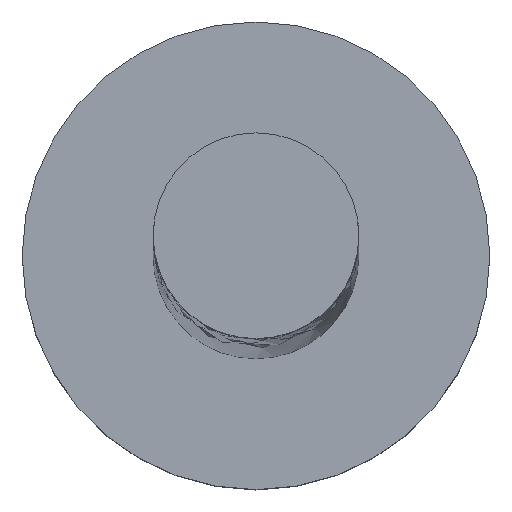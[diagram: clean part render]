
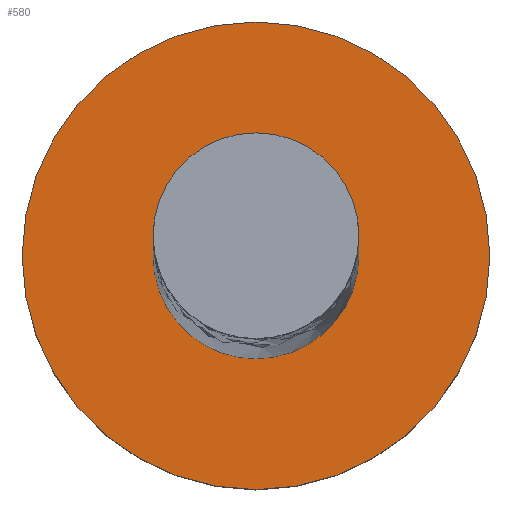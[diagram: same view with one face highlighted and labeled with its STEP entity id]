
A CAD part, top view. The second image highlights one B-rep face of the part: STEP entity #580.
In plain terms, the highlighted planar face has unit normal (0, 0, 1).
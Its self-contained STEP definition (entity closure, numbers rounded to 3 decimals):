
#29 = DIRECTION ( 'NONE',  ( 0., 0., 1. ) ) ;
#73 = ORIENTED_EDGE ( 'NONE', *, *, #1119, .T. ) ;
#154 = CARTESIAN_POINT ( 'NONE',  ( -1.1, 0., 2. ) ) ;
#186 = DIRECTION ( 'NONE',  ( 0., 0., 1. ) ) ;
#194 = FACE_OUTER_BOUND ( 'NONE', #1247, .T. ) ;
#211 = DIRECTION ( 'NONE',  ( 1., 0., 0. ) ) ;
#270 = DIRECTION ( 'NONE',  ( 1., 0., 0. ) ) ;
#281 = CARTESIAN_POINT ( 'NONE',  ( 2.5, 0., 2. ) ) ;
#364 = EDGE_LOOP ( 'NONE', ( #1083, #613 ) ) ;
#426 = DIRECTION ( 'NONE',  ( 1., 0., 0. ) ) ;
#446 = VERTEX_POINT ( 'NONE', #1441 ) ;
#481 = CIRCLE ( 'NONE', #992, 1.1 ) ;
#526 = VERTEX_POINT ( 'NONE', #547 ) ;
#547 = CARTESIAN_POINT ( 'NONE',  ( 1.1, 0., 2. ) ) ;
#558 = CIRCLE ( 'NONE', #719, 2.5 ) ;
#580 = ADVANCED_FACE ( 'NONE', ( #1209, #194 ), #1084, .T. ) ;
#612 = DIRECTION ( 'NONE',  ( 1., 0., 0. ) ) ;
#613 = ORIENTED_EDGE ( 'NONE', *, *, #1176, .F. ) ;
#634 = CARTESIAN_POINT ( 'NONE',  ( 0., 0., 2. ) ) ;
#653 = CARTESIAN_POINT ( 'NONE',  ( 0., 0., 2. ) ) ;
#657 = CIRCLE ( 'NONE', #765, 2.5 ) ;
#689 = AXIS2_PLACEMENT_3D ( 'NONE', #634, #1073, #612 ) ;
#719 = AXIS2_PLACEMENT_3D ( 'NONE', #811, #934, #270 ) ;
#733 = EDGE_CURVE ( 'NONE', #948, #526, #1011, .T. ) ;
#765 = AXIS2_PLACEMENT_3D ( 'NONE', #808, #29, #1261 ) ;
#808 = CARTESIAN_POINT ( 'NONE',  ( 0., 0., 2. ) ) ;
#811 = CARTESIAN_POINT ( 'NONE',  ( 0., 0., 2. ) ) ;
#828 = CARTESIAN_POINT ( 'NONE',  ( 0., 0., 2. ) ) ;
#934 = DIRECTION ( 'NONE',  ( 0., 0., 1. ) ) ;
#948 = VERTEX_POINT ( 'NONE', #154 ) ;
#955 = ORIENTED_EDGE ( 'NONE', *, *, #1072, .T. ) ;
#992 = AXIS2_PLACEMENT_3D ( 'NONE', #828, #1444, #211 ) ;
#1011 = CIRCLE ( 'NONE', #689, 1.1 ) ;
#1072 = EDGE_CURVE ( 'NONE', #446, #1345, #657, .T. ) ;
#1073 = DIRECTION ( 'NONE',  ( 0., 0., 1. ) ) ;
#1083 = ORIENTED_EDGE ( 'NONE', *, *, #733, .F. ) ;
#1084 = PLANE ( 'NONE',  #1327 ) ;
#1119 = EDGE_CURVE ( 'NONE', #1345, #446, #558, .T. ) ;
#1176 = EDGE_CURVE ( 'NONE', #526, #948, #481, .T. ) ;
#1209 = FACE_BOUND ( 'NONE', #364, .T. ) ;
#1247 = EDGE_LOOP ( 'NONE', ( #955, #73 ) ) ;
#1261 = DIRECTION ( 'NONE',  ( 1., 0., 0. ) ) ;
#1327 = AXIS2_PLACEMENT_3D ( 'NONE', #653, #186, #426 ) ;
#1345 = VERTEX_POINT ( 'NONE', #281 ) ;
#1441 = CARTESIAN_POINT ( 'NONE',  ( -2.5, 0., 2. ) ) ;
#1444 = DIRECTION ( 'NONE',  ( 0., 0., 1. ) ) ;
